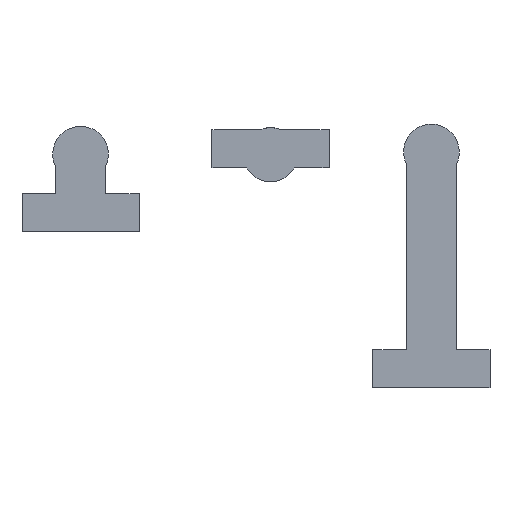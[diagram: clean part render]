
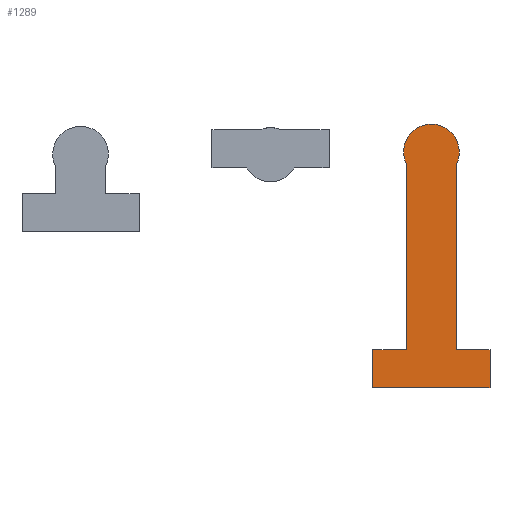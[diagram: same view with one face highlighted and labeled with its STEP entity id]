
A CAD part, top view. The second image highlights one B-rep face of the part: STEP entity #1289.
In plain terms, the highlighted planar face has unit normal (0, 0, 1).
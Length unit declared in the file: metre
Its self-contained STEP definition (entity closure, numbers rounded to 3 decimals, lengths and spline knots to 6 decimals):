
#57=CIRCLE('',#1419,0.0095);
#352=ORIENTED_EDGE('',*,*,#560,.F.);
#353=ORIENTED_EDGE('',*,*,#563,.T.);
#354=ORIENTED_EDGE('',*,*,#565,.F.);
#355=ORIENTED_EDGE('',*,*,#567,.F.);
#356=ORIENTED_EDGE('',*,*,#569,.T.);
#357=ORIENTED_EDGE('',*,*,#571,.T.);
#358=ORIENTED_EDGE('',*,*,#573,.F.);
#359=ORIENTED_EDGE('',*,*,#575,.F.);
#560=EDGE_CURVE('',#700,#701,#835,.T.);
#563=EDGE_CURVE('',#700,#702,#57,.T.);
#565=EDGE_CURVE('',#703,#702,#839,.T.);
#567=EDGE_CURVE('',#704,#703,#841,.T.);
#569=EDGE_CURVE('',#704,#705,#843,.T.);
#571=EDGE_CURVE('',#705,#706,#845,.T.);
#573=EDGE_CURVE('',#707,#706,#847,.T.);
#575=EDGE_CURVE('',#701,#707,#849,.T.);
#700=VERTEX_POINT('',#2095);
#701=VERTEX_POINT('',#2096);
#702=VERTEX_POINT('',#2101);
#703=VERTEX_POINT('',#2105);
#704=VERTEX_POINT('',#2109);
#705=VERTEX_POINT('',#2113);
#706=VERTEX_POINT('',#2117);
#707=VERTEX_POINT('',#2121);
#835=LINE('',#2094,#983);
#839=LINE('',#2104,#987);
#841=LINE('',#2108,#989);
#843=LINE('',#2112,#991);
#845=LINE('',#2116,#993);
#847=LINE('',#2120,#995);
#849=LINE('',#2124,#997);
#983=VECTOR('',#1714,1.);
#987=VECTOR('',#1724,1.);
#989=VECTOR('',#1728,1.);
#991=VECTOR('',#1732,1.);
#993=VECTOR('',#1736,1.);
#995=VECTOR('',#1740,1.);
#997=VECTOR('',#1744,1.);
#1083=EDGE_LOOP('',(#352,#353,#354,#355,#356,#357,#358,#359));
#1161=FACE_BOUND('',#1083,.T.);
#1221=PLANE('',#1426);
#1289=ADVANCED_FACE('',(#1161),#1221,.T.);
#1419=AXIS2_PLACEMENT_3D('',#2100,#1719,#1720);
#1426=AXIS2_PLACEMENT_3D('',#2125,#1745,#1746);
#1714=DIRECTION('',(0.,-1.,0.));
#1719=DIRECTION('',(0.,0.,1.));
#1720=DIRECTION('',(1.,0.,0.));
#1724=DIRECTION('',(0.,1.,0.));
#1728=DIRECTION('',(1.,0.,0.));
#1732=DIRECTION('',(0.,-1.,0.));
#1736=DIRECTION('',(1.,0.,0.));
#1740=DIRECTION('',(0.,-1.,0.));
#1744=DIRECTION('',(1.,0.,0.));
#1745=DIRECTION('',(0.,0.,1.));
#1746=DIRECTION('',(1.,0.,0.));
#2094=CARTESIAN_POINT('',(-0.086912,-0.118812,0.));
#2095=CARTESIAN_POINT('',(-0.086912,-0.087183,0.));
#2096=CARTESIAN_POINT('',(-0.086912,-0.15044,0.));
#2100=CARTESIAN_POINT('',(-0.095412,-0.08294,0.));
#2101=CARTESIAN_POINT('',(-0.103912,-0.087183,0.));
#2104=CARTESIAN_POINT('',(-0.103912,-0.118812,0.));
#2105=CARTESIAN_POINT('',(-0.103912,-0.15044,0.));
#2108=CARTESIAN_POINT('',(-0.109662,-0.15044,0.));
#2109=CARTESIAN_POINT('',(-0.115412,-0.15044,0.));
#2112=CARTESIAN_POINT('',(-0.115412,-0.15694,0.));
#2113=CARTESIAN_POINT('',(-0.115412,-0.16344,0.));
#2116=CARTESIAN_POINT('',(-0.095412,-0.16344,0.));
#2117=CARTESIAN_POINT('',(-0.075412,-0.16344,0.));
#2120=CARTESIAN_POINT('',(-0.075412,-0.15694,0.));
#2121=CARTESIAN_POINT('',(-0.075412,-0.15044,0.));
#2124=CARTESIAN_POINT('',(-0.081162,-0.15044,0.));
#2125=CARTESIAN_POINT('',(-0.155277,-0.11844,0.));
